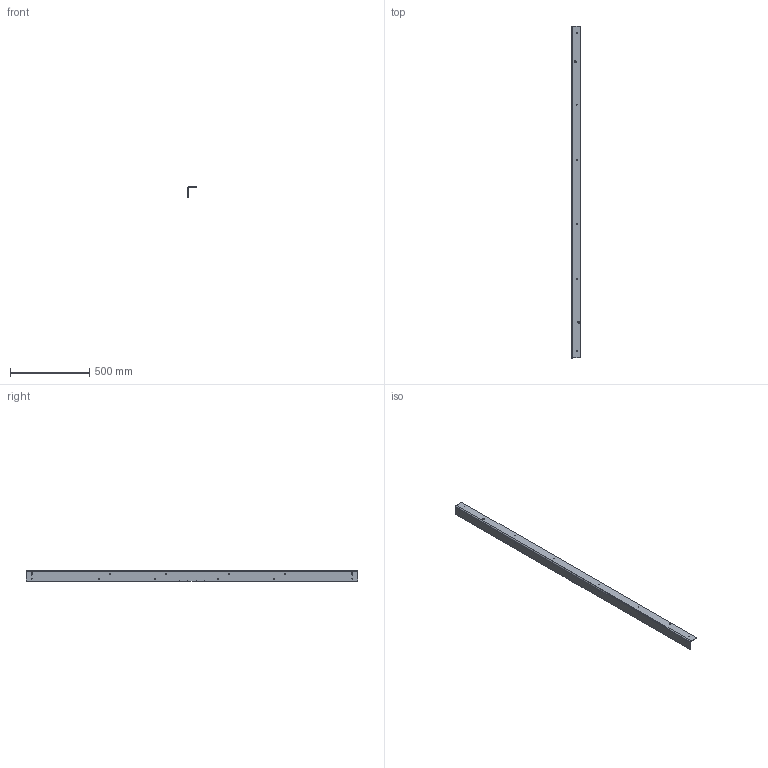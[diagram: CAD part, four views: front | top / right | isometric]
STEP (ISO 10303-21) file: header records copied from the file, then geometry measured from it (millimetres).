
FILE_DESCRIPTION(/* description */ ('Equerre murale MOVENTIV 1030 - VRAC'),/* implementation_level */ '2;1');
FILE_NAME(/* name */ 'C0013820.stp',/* time_stamp */ '2021-05-26T15:29:03+02:00',/* author */ ('Giuliano'),/* organization */ (''),/* preprocessor_version */ 'ST-DEVELOPER v18.1',/* originating_system */ 'Autodesk Inventor 2021',/* authorisation */ '');
FILE_SCHEMA (('AUTOMOTIVE_DESIGN { 1 0 10303 214 3 1 1 }'));
Length unit declared in the file: millimetre
Products named in the file (1): 23696
Bounding box: 56 x 2090 x 65 mm (x, y, z)
Volume: 721818.7 mm3; surface area: 495836.6 mm2
Topology: 1 solids, 1 shells, 56 faces, 154 edges, 100 vertices
Faces by surface type: plane 28, cylinder 28
Full cylindrical faces by diameter (mm): 4.917 x6, 6.4 x10, 12 x2
Entity records: 1905 total; most frequent: DIRECTION 324, CARTESIAN_POINT 311, ORIENTED_EDGE 308, EDGE_CURVE 154, AXIS2_PLACEMENT_3D 113, VERTEX_POINT 100, LINE 98, VECTOR 98
